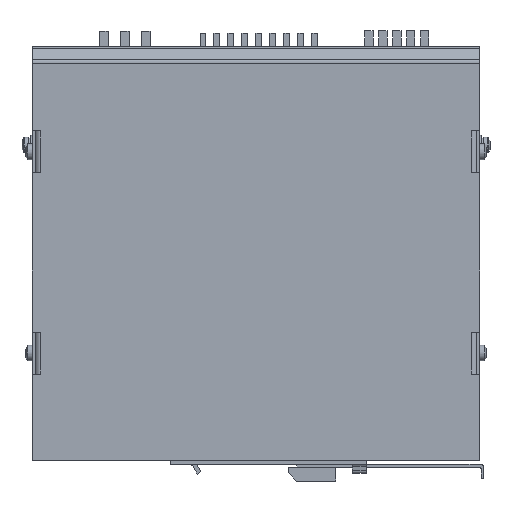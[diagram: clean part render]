
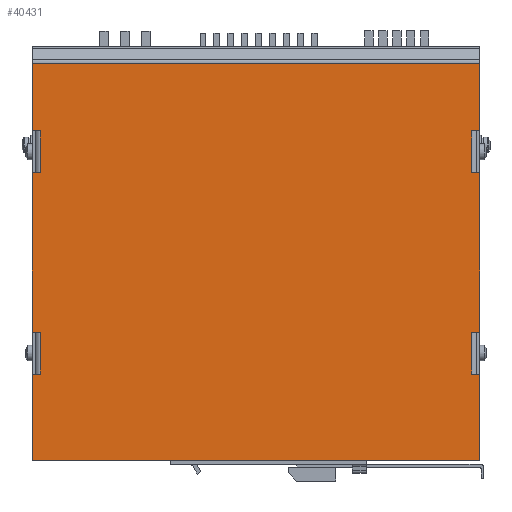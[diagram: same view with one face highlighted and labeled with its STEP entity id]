
A CAD part, left-side view. The second image highlights one B-rep face of the part: STEP entity #40431.
In plain terms, the highlighted planar face has unit normal (-1, 0, 0).
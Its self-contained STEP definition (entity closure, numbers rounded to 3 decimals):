
#2676=PLANE('',#43172);
#4472=FACE_OUTER_BOUND('',#6959,.T.);
#6959=EDGE_LOOP('',(#34610,#34611,#34612,#34613,#34614,#34615,#34616,#34617,
#34618,#34619,#34620,#34621,#34622,#34623,#34624,#34625,#34626,#34627,#34628,
#34629));
#11142=LINE('',#62170,#15861);
#11155=LINE('',#62211,#15874);
#11158=LINE('',#62228,#15877);
#11162=LINE('',#62252,#15881);
#11165=LINE('',#62271,#15884);
#11167=LINE('',#62280,#15886);
#11168=LINE('',#62281,#15887);
#11169=LINE('',#62283,#15888);
#11170=LINE('',#62285,#15889);
#11171=LINE('',#62286,#15890);
#11172=LINE('',#62288,#15891);
#11173=LINE('',#62290,#15892);
#11174=LINE('',#62292,#15893);
#11175=LINE('',#62294,#15894);
#11176=LINE('',#62295,#15895);
#11177=LINE('',#62297,#15896);
#11178=LINE('',#62299,#15897);
#11179=LINE('',#62300,#15898);
#11180=LINE('',#62302,#15899);
#11181=LINE('',#62303,#15900);
#15861=VECTOR('',#50915,1.);
#15874=VECTOR('',#50958,1.);
#15877=VECTOR('',#50975,1.);
#15881=VECTOR('',#50999,1.);
#15884=VECTOR('',#51018,1.);
#15886=VECTOR('',#51028,1.);
#15887=VECTOR('',#51029,1.);
#15888=VECTOR('',#51030,1.);
#15889=VECTOR('',#51031,1.);
#15890=VECTOR('',#51032,1.);
#15891=VECTOR('',#51033,1.);
#15892=VECTOR('',#51034,1.);
#15893=VECTOR('',#51035,1.);
#15894=VECTOR('',#51036,1.);
#15895=VECTOR('',#51037,1.);
#15896=VECTOR('',#51038,1.);
#15897=VECTOR('',#51039,1.);
#15898=VECTOR('',#51040,1.);
#15899=VECTOR('',#51041,1.);
#15900=VECTOR('',#51042,1.);
#20392=VERTEX_POINT('',#62167);
#20393=VERTEX_POINT('',#62169);
#20405=VERTEX_POINT('',#62208);
#20406=VERTEX_POINT('',#62210);
#20412=VERTEX_POINT('',#62225);
#20413=VERTEX_POINT('',#62227);
#20419=VERTEX_POINT('',#62242);
#20423=VERTEX_POINT('',#62250);
#20427=VERTEX_POINT('',#62261);
#20431=VERTEX_POINT('',#62269);
#20434=VERTEX_POINT('',#62279);
#20435=VERTEX_POINT('',#62282);
#20436=VERTEX_POINT('',#62284);
#20437=VERTEX_POINT('',#62287);
#20438=VERTEX_POINT('',#62289);
#20439=VERTEX_POINT('',#62291);
#20440=VERTEX_POINT('',#62293);
#20441=VERTEX_POINT('',#62296);
#20442=VERTEX_POINT('',#62298);
#20443=VERTEX_POINT('',#62301);
#25346=EDGE_CURVE('',#20393,#20392,#11142,.T.);
#25367=EDGE_CURVE('',#20406,#20405,#11155,.T.);
#25375=EDGE_CURVE('',#20413,#20412,#11158,.T.);
#25387=EDGE_CURVE('',#20419,#20423,#11162,.T.);
#25396=EDGE_CURVE('',#20427,#20431,#11165,.T.);
#25400=EDGE_CURVE('',#20434,#20392,#11167,.T.);
#25401=EDGE_CURVE('',#20434,#20427,#11168,.T.);
#25402=EDGE_CURVE('',#20435,#20431,#11169,.T.);
#25403=EDGE_CURVE('',#20436,#20435,#11170,.T.);
#25404=EDGE_CURVE('',#20436,#20419,#11171,.T.);
#25405=EDGE_CURVE('',#20437,#20423,#11172,.T.);
#25406=EDGE_CURVE('',#20438,#20437,#11173,.T.);
#25407=EDGE_CURVE('',#20439,#20438,#11174,.T.);
#25408=EDGE_CURVE('',#20440,#20439,#11175,.T.);
#25409=EDGE_CURVE('',#20440,#20406,#11176,.T.);
#25410=EDGE_CURVE('',#20441,#20405,#11177,.T.);
#25411=EDGE_CURVE('',#20442,#20441,#11178,.T.);
#25412=EDGE_CURVE('',#20442,#20413,#11179,.T.);
#25413=EDGE_CURVE('',#20443,#20412,#11180,.T.);
#25414=EDGE_CURVE('',#20393,#20443,#11181,.T.);
#34610=ORIENTED_EDGE('',*,*,#25346,.T.);
#34611=ORIENTED_EDGE('',*,*,#25400,.F.);
#34612=ORIENTED_EDGE('',*,*,#25401,.T.);
#34613=ORIENTED_EDGE('',*,*,#25396,.T.);
#34614=ORIENTED_EDGE('',*,*,#25402,.F.);
#34615=ORIENTED_EDGE('',*,*,#25403,.F.);
#34616=ORIENTED_EDGE('',*,*,#25404,.T.);
#34617=ORIENTED_EDGE('',*,*,#25387,.T.);
#34618=ORIENTED_EDGE('',*,*,#25405,.F.);
#34619=ORIENTED_EDGE('',*,*,#25406,.F.);
#34620=ORIENTED_EDGE('',*,*,#25407,.F.);
#34621=ORIENTED_EDGE('',*,*,#25408,.F.);
#34622=ORIENTED_EDGE('',*,*,#25409,.T.);
#34623=ORIENTED_EDGE('',*,*,#25367,.T.);
#34624=ORIENTED_EDGE('',*,*,#25410,.F.);
#34625=ORIENTED_EDGE('',*,*,#25411,.F.);
#34626=ORIENTED_EDGE('',*,*,#25412,.T.);
#34627=ORIENTED_EDGE('',*,*,#25375,.T.);
#34628=ORIENTED_EDGE('',*,*,#25413,.F.);
#34629=ORIENTED_EDGE('',*,*,#25414,.F.);
#40431=ADVANCED_FACE('',(#4472),#2676,.F.);
#43172=AXIS2_PLACEMENT_3D('',#62278,#51026,#51027);
#50915=DIRECTION('',(0.,1.,0.));
#50958=DIRECTION('',(0.,0.,1.));
#50975=DIRECTION('',(0.,0.,1.));
#50999=DIRECTION('',(0.,0.,-1.));
#51018=DIRECTION('',(0.,0.,-1.));
#51026=DIRECTION('center_axis',(1.,0.,0.));
#51027=DIRECTION('ref_axis',(0.,0.,-1.));
#51028=DIRECTION('',(0.,0.,1.));
#51029=DIRECTION('',(0.,-1.,0.));
#51030=DIRECTION('',(0.,-1.,0.));
#51031=DIRECTION('',(0.,0.,1.));
#51032=DIRECTION('',(0.,-1.,0.));
#51033=DIRECTION('',(0.,-1.,0.));
#51034=DIRECTION('',(0.,0.,1.));
#51035=DIRECTION('',(0.,1.,0.));
#51036=DIRECTION('',(0.,0.,-1.));
#51037=DIRECTION('',(0.,1.,0.));
#51038=DIRECTION('',(0.,1.,0.));
#51039=DIRECTION('',(0.,0.,-1.));
#51040=DIRECTION('',(0.,1.,0.));
#51041=DIRECTION('',(0.,1.,0.));
#51042=DIRECTION('',(0.,0.,-1.));
#62167=CARTESIAN_POINT('',(-1.,159.,141.054));
#62169=CARTESIAN_POINT('',(-1.,-1.,141.054));
#62170=CARTESIAN_POINT('',(-1.,79.,141.054));
#62208=CARTESIAN_POINT('',(-1.,1.8,44.8));
#62210=CARTESIAN_POINT('',(-1.,1.8,29.8));
#62211=CARTESIAN_POINT('',(-1.,1.8,53.869));
#62225=CARTESIAN_POINT('',(-1.,1.8,116.8));
#62227=CARTESIAN_POINT('',(-1.,1.8,101.8));
#62228=CARTESIAN_POINT('',(-1.,1.8,89.869));
#62242=CARTESIAN_POINT('',(-1.,156.2,44.8));
#62250=CARTESIAN_POINT('',(-1.,156.2,29.8));
#62252=CARTESIAN_POINT('',(-1.,156.2,53.869));
#62261=CARTESIAN_POINT('',(-1.,156.2,116.8));
#62269=CARTESIAN_POINT('',(-1.,156.2,101.8));
#62271=CARTESIAN_POINT('',(-1.,156.2,89.869));
#62278=CARTESIAN_POINT('Origin',(-1.,79.,70.438));
#62279=CARTESIAN_POINT('',(-1.,159.,116.8));
#62280=CARTESIAN_POINT('',(-1.,159.,116.8));
#62281=CARTESIAN_POINT('',(-1.,118.05,116.8));
#62282=CARTESIAN_POINT('',(-1.,159.,101.8));
#62283=CARTESIAN_POINT('',(-1.,159.,101.8));
#62284=CARTESIAN_POINT('',(-1.,159.,44.8));
#62285=CARTESIAN_POINT('',(-1.,159.,44.8));
#62286=CARTESIAN_POINT('',(-1.,118.05,44.8));
#62287=CARTESIAN_POINT('',(-1.,159.,29.8));
#62288=CARTESIAN_POINT('',(-1.,159.,29.8));
#62289=CARTESIAN_POINT('',(-1.,159.,-1.));
#62290=CARTESIAN_POINT('',(-1.,159.,-1.));
#62291=CARTESIAN_POINT('',(-1.,-1.,-1.));
#62292=CARTESIAN_POINT('',(-1.,-1.,-1.));
#62293=CARTESIAN_POINT('',(-1.,-1.,29.8));
#62294=CARTESIAN_POINT('',(-1.,-1.,29.8));
#62295=CARTESIAN_POINT('',(-1.,39.95,29.8));
#62296=CARTESIAN_POINT('',(-1.,-1.,44.8));
#62297=CARTESIAN_POINT('',(-1.,-1.,44.8));
#62298=CARTESIAN_POINT('',(-1.,-1.,101.8));
#62299=CARTESIAN_POINT('',(-1.,-1.,101.8));
#62300=CARTESIAN_POINT('',(-1.,39.95,101.8));
#62301=CARTESIAN_POINT('',(-1.,-1.,116.8));
#62302=CARTESIAN_POINT('',(-1.,-1.,116.8));
#62303=CARTESIAN_POINT('',(-1.,-1.,141.8));
